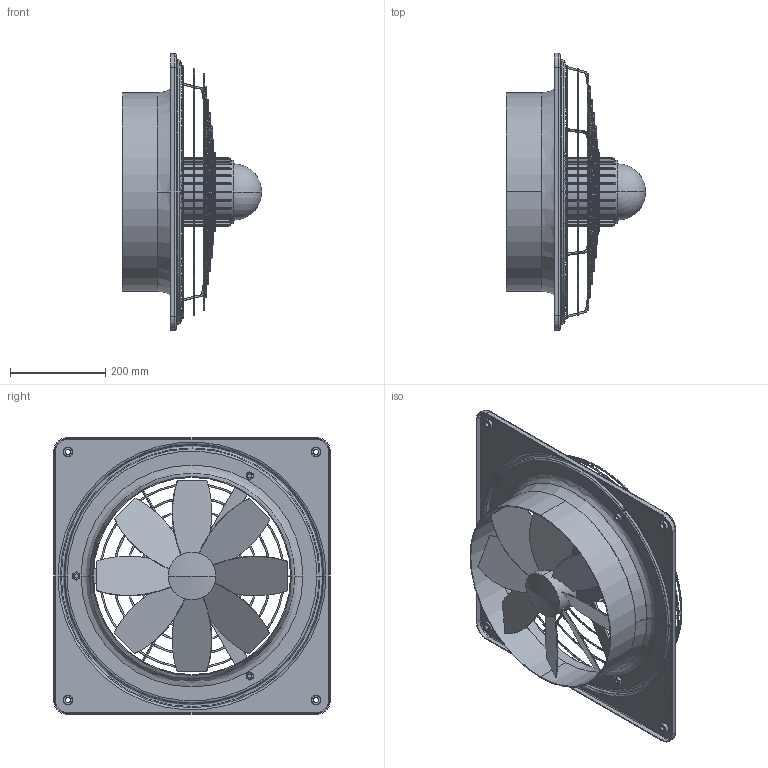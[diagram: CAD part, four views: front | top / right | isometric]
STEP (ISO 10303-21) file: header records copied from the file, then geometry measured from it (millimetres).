
FILE_DESCRIPTION (( 'STEP AP214' ), '1' );
FILE_NAME ('0083.0155.STEP', '2015-02-06T19:16:35', ( '' ), ( '' ), 'SwSTEP 2.0', 'SolidWorks 2013', '' );
FILE_SCHEMA (( 'AUTOMOTIVE_DESIGN' ));
Length unit declared in the file: millimetre
Products named in the file (1): 0083.0155
Bounding box: 292 x 580 x 580 mm (x, y, z)
Volume: 3771374 mm3; surface area: 1269003.4 mm2
Topology: 1 solids, 1 shells, 492 faces, 1397 edges, 894 vertices
Faces by surface type: plane 184, cylinder 124, bspline 100, torus 48, cone 30, sphere 6
Entity records: 30033 total; most frequent: CARTESIAN_POINT 12469, ORIENTED_EDGE 2786, DIRECTION 2223, EDGE_CURVE 1393, VERTEX_POINT 894, AXIS2_PLACEMENT_3D 875, EDGE_LOOP 605, UNCERTAINTY_MEASURE_WITH_UNIT 495
